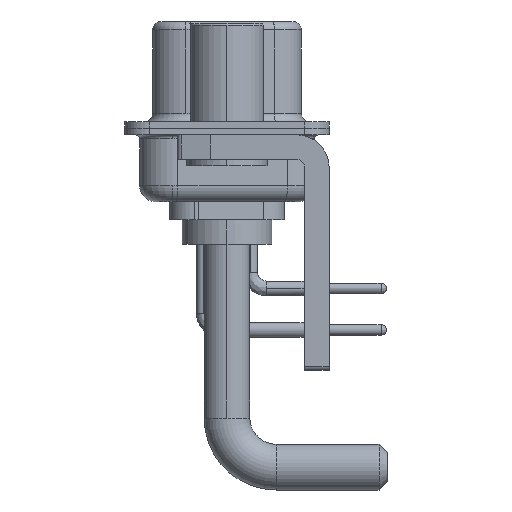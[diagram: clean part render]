
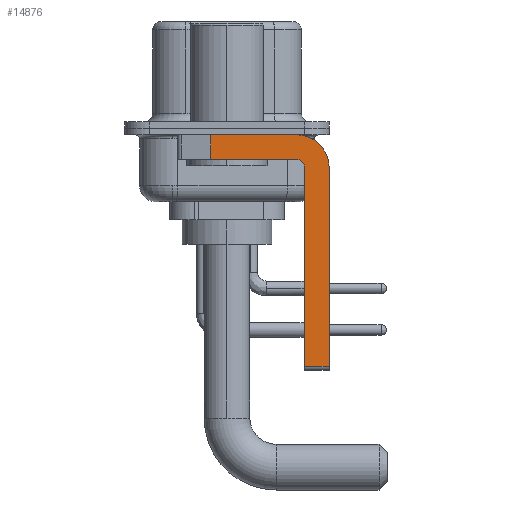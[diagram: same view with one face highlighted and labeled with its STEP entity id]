
A CAD part, left-side view. The second image highlights one B-rep face of the part: STEP entity #14876.
In plain terms, the highlighted planar face has unit normal (-1, 0, 0).
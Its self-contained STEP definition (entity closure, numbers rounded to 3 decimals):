
#263 = LINE ( 'NONE', #24742, #7027 ) ;
#951 = EDGE_CURVE ( 'NONE', #22226, #3750, #263, .T. ) ;
#1683 = AXIS2_PLACEMENT_3D ( 'NONE', #10788, #19767, #13487 ) ;
#2154 = CARTESIAN_POINT ( 'NONE',  ( -2.9, -4.25, -14.55 ) ) ;
#2505 = LINE ( 'NONE', #6909, #17551 ) ;
#2680 = CARTESIAN_POINT ( 'NONE',  ( -2.9, -4.75, -2.4 ) ) ;
#2912 = DIRECTION ( 'NONE',  ( 0., 0., 1. ) ) ;
#2948 = VERTEX_POINT ( 'NONE', #23735 ) ;
#3100 = EDGE_LOOP ( 'NONE', ( #20210, #23432, #15595, #9320, #18388, #26731, #7772, #18909 ) ) ;
#3152 = EDGE_CURVE ( 'NONE', #2948, #17563, #14595, .T. ) ;
#3696 = CARTESIAN_POINT ( 'NONE',  ( -2.9, -4.25, -2.4 ) ) ;
#3750 = VERTEX_POINT ( 'NONE', #2680 ) ;
#3916 = CARTESIAN_POINT ( 'NONE',  ( -2.9, 3., -0.4 ) ) ;
#4054 = DIRECTION ( 'NONE',  ( 0., 0., -1. ) ) ;
#4997 = VERTEX_POINT ( 'NONE', #8078 ) ;
#5317 = CARTESIAN_POINT ( 'NONE',  ( -2.9, -6.25, -2.4 ) ) ;
#5658 = AXIS2_PLACEMENT_3D ( 'NONE', #11885, #9321, #2912 ) ;
#6909 = CARTESIAN_POINT ( 'NONE',  ( -2.9, -4.25, -1.9 ) ) ;
#7027 = VECTOR ( 'NONE', #26858, 1000. ) ;
#7387 = EDGE_CURVE ( 'NONE', #18736, #21934, #25915, .T. ) ;
#7772 = ORIENTED_EDGE ( 'NONE', *, *, #7387, .F. ) ;
#7806 = PLANE ( 'NONE',  #26701 ) ;
#8078 = CARTESIAN_POINT ( 'NONE',  ( -2.9, -4.25, -1.9 ) ) ;
#8115 = VERTEX_POINT ( 'NONE', #24725 ) ;
#9320 = ORIENTED_EDGE ( 'NONE', *, *, #26421, .F. ) ;
#9321 = DIRECTION ( 'NONE',  ( -1., 0., 0. ) ) ;
#10788 = CARTESIAN_POINT ( 'NONE',  ( -2.9, -4.25, -2.4 ) ) ;
#10874 = LINE ( 'NONE', #14878, #16168 ) ;
#11885 = CARTESIAN_POINT ( 'NONE',  ( -2.9, -4.25, -2.4 ) ) ;
#12463 = EDGE_CURVE ( 'NONE', #17563, #18736, #17157, .T. ) ;
#13487 = DIRECTION ( 'NONE',  ( 0., 0., -1. ) ) ;
#14595 = LINE ( 'NONE', #3916, #27294 ) ;
#14802 = DIRECTION ( 'NONE',  ( 1., 0., 0. ) ) ;
#14876 = ADVANCED_FACE ( 'NONE', ( #27591 ), #7806, .F. ) ;
#14878 = CARTESIAN_POINT ( 'NONE',  ( -2.9, 0.978, -1.9 ) ) ;
#15419 = VECTOR ( 'NONE', #26067, 1000. ) ;
#15595 = ORIENTED_EDGE ( 'NONE', *, *, #16912, .F. ) ;
#15889 = CARTESIAN_POINT ( 'NONE',  ( -2.9, -4.75, -14.55 ) ) ;
#16017 = EDGE_CURVE ( 'NONE', #22226, #21934, #22224, .T. ) ;
#16168 = VECTOR ( 'NONE', #4054, 1000. ) ;
#16912 = EDGE_CURVE ( 'NONE', #4997, #8115, #2505, .T. ) ;
#17157 = CIRCLE ( 'NONE', #1683, 2. ) ;
#17551 = VECTOR ( 'NONE', #21877, 1000. ) ;
#17563 = VERTEX_POINT ( 'NONE', #23823 ) ;
#18388 = ORIENTED_EDGE ( 'NONE', *, *, #951, .F. ) ;
#18736 = VERTEX_POINT ( 'NONE', #5317 ) ;
#18865 = CIRCLE ( 'NONE', #5658, 0.5 ) ;
#18909 = ORIENTED_EDGE ( 'NONE', *, *, #12463, .F. ) ;
#19002 = DIRECTION ( 'NONE',  ( 0., -1., 0. ) ) ;
#19616 = VECTOR ( 'NONE', #23930, 1000. ) ;
#19767 = DIRECTION ( 'NONE',  ( 1., 0., 0. ) ) ;
#20210 = ORIENTED_EDGE ( 'NONE', *, *, #3152, .F. ) ;
#21877 = DIRECTION ( 'NONE',  ( 0., 1., 0. ) ) ;
#21934 = VERTEX_POINT ( 'NONE', #23016 ) ;
#22224 = LINE ( 'NONE', #2154, #15419 ) ;
#22226 = VERTEX_POINT ( 'NONE', #15889 ) ;
#23016 = CARTESIAN_POINT ( 'NONE',  ( -2.9, -6.25, -14.55 ) ) ;
#23432 = ORIENTED_EDGE ( 'NONE', *, *, #26815, .T. ) ;
#23735 = CARTESIAN_POINT ( 'NONE',  ( -2.9, 0.978, -0.4 ) ) ;
#23823 = CARTESIAN_POINT ( 'NONE',  ( -2.9, -4.25, -0.4 ) ) ;
#23930 = DIRECTION ( 'NONE',  ( 0., 0., -1. ) ) ;
#24205 = CARTESIAN_POINT ( 'NONE',  ( -2.9, -6.25, -2.4 ) ) ;
#24725 = CARTESIAN_POINT ( 'NONE',  ( -2.9, 0.978, -1.9 ) ) ;
#24742 = CARTESIAN_POINT ( 'NONE',  ( -2.9, -4.75, -14.8 ) ) ;
#25183 = DIRECTION ( 'NONE',  ( 0., 0., -1. ) ) ;
#25915 = LINE ( 'NONE', #24205, #19616 ) ;
#26067 = DIRECTION ( 'NONE',  ( 0., -1., 0. ) ) ;
#26421 = EDGE_CURVE ( 'NONE', #3750, #4997, #18865, .T. ) ;
#26701 = AXIS2_PLACEMENT_3D ( 'NONE', #3696, #14802, #25183 ) ;
#26731 = ORIENTED_EDGE ( 'NONE', *, *, #16017, .T. ) ;
#26815 = EDGE_CURVE ( 'NONE', #2948, #8115, #10874, .T. ) ;
#26858 = DIRECTION ( 'NONE',  ( 0., 0., 1. ) ) ;
#27294 = VECTOR ( 'NONE', #19002, 1000. ) ;
#27591 = FACE_OUTER_BOUND ( 'NONE', #3100, .T. ) ;
